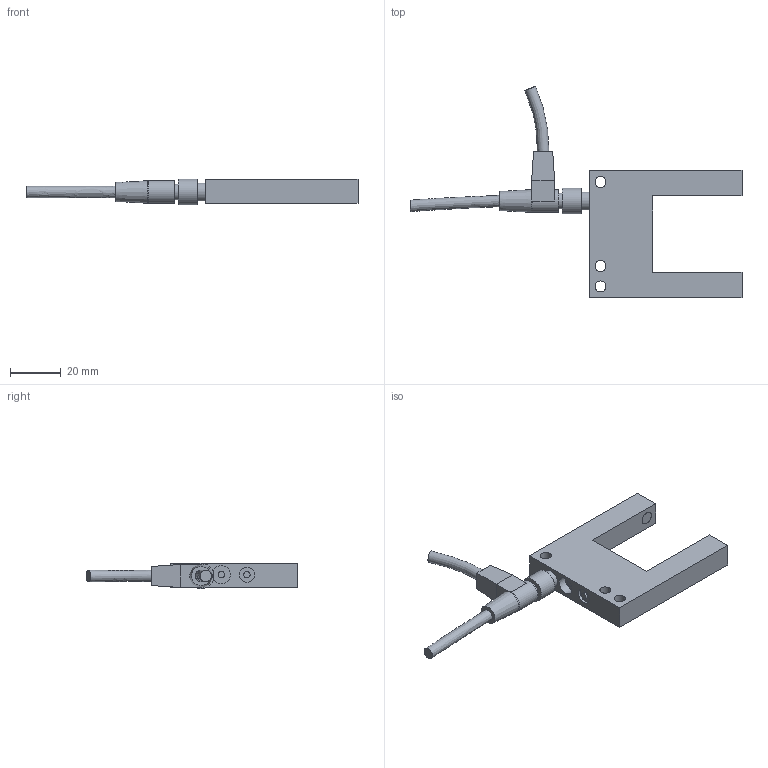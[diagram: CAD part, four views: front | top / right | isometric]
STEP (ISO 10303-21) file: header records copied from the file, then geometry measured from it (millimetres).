
FILE_DESCRIPTION(/* description */ (''),/* implementation_level */ '2;1');
FILE_NAME(/* name */ 'OG301371.stp',/* time_stamp */ '2016-10-07T13:10:14+02:00',/* author */ ('mitarbeiter'),/* organization */ (''),/* preprocessor_version */ 'ST-DEVELOPER v15.2',/* originating_system */ 'Autodesk Inventor 2014',/* authorisation */ '');
FILE_SCHEMA (('AUTOMOTIVE_DESIGN { 1 0 10303 214 3 1 1 }'));
Length unit declared in the file: millimetre
Products named in the file (5): OGU 030_031; Steckeranschlu; Stecker_gerade; Stecker_abgewinkelt; OG301371
Bounding box: 130.21 x 83.09 x 10 mm (x, y, z)
Volume: 23658.5 mm3; surface area: 10657.8 mm2
Topology: 4 solids, 4 shells, 105 faces, 220 edges, 145 vertices
Faces by surface type: plane 82, cylinder 19, cone 2, bspline 2
Full cylindrical faces by diameter (mm): 2.5 x2, 3 x1, 4.3 x3, 5 x2, 6 x3, 6.5 x1, 7 x2, 8 x1, 9 x2, 10 x2
Entity records: 3021 total; most frequent: CARTESIAN_POINT 711, DIRECTION 460, ORIENTED_EDGE 396, EDGE_CURVE 198, AXIS2_PLACEMENT_3D 155, EDGE_LOOP 154, LINE 150, VECTOR 150
